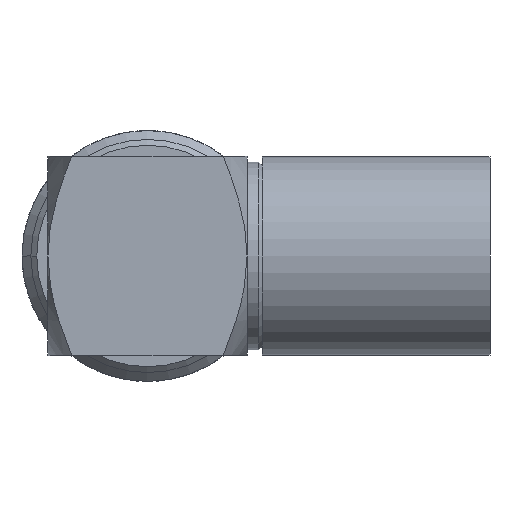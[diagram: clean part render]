
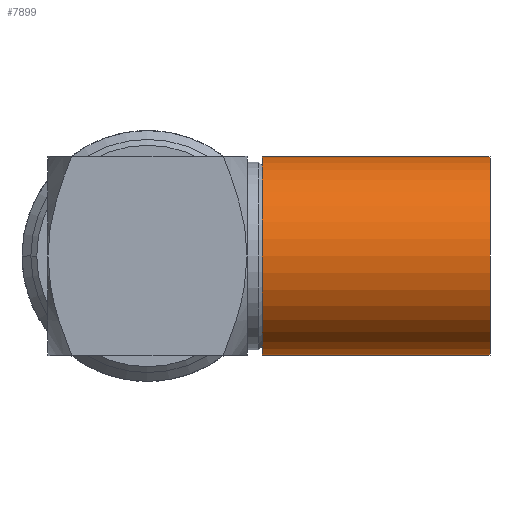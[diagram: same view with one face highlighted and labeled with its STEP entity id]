
A CAD part, front view. The second image highlights one B-rep face of the part: STEP entity #7899.
In plain terms, the highlighted cylindrical face has radius 8.6 mm (diameter 17.2 mm), a partial arc.
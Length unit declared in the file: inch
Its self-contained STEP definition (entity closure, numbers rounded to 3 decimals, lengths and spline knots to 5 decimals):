
#100 = DIRECTION ( 'NONE',  ( -1., 0., 0. ) ) ;
#104 = EDGE_CURVE ( 'NONE', #8796, #927, #3525, .T. ) ;
#927 = VERTEX_POINT ( 'NONE', #9262 ) ;
#1023 = VECTOR ( 'NONE', #5317, 39.37008 ) ;
#1568 = DIRECTION ( 'NONE',  ( -1., 0., 0. ) ) ;
#1974 = CARTESIAN_POINT ( 'NONE',  ( 3.63766, 0.34, 0. ) ) ;
#2341 = CARTESIAN_POINT ( 'NONE',  ( 0.39169, 0.34, 0. ) ) ;
#2745 = CARTESIAN_POINT ( 'NONE',  ( 1.17, 0.34, -0.33858 ) ) ;
#3088 = AXIS2_PLACEMENT_3D ( 'NONE', #1974, #100, #8616 ) ;
#3092 = ORIENTED_EDGE ( 'NONE', *, *, #104, .T. ) ;
#3214 = DIRECTION ( 'NONE',  ( 1., 0., 0. ) ) ;
#3525 = LINE ( 'NONE', #4919, #7096 ) ;
#3746 = CARTESIAN_POINT ( 'NONE',  ( 1.17, 0.34, 0.33858 ) ) ;
#3791 = DIRECTION ( 'NONE',  ( 0., 0., 1. ) ) ;
#4356 = ORIENTED_EDGE ( 'NONE', *, *, #5366, .F. ) ;
#4738 = DIRECTION ( 'NONE',  ( -1., 0., 0. ) ) ;
#4889 = CIRCLE ( 'NONE', #9451, 0.33858 ) ;
#4919 = CARTESIAN_POINT ( 'NONE',  ( 3.63766, 0.34, 0.33858 ) ) ;
#5070 = CARTESIAN_POINT ( 'NONE',  ( 0.39169, 0.34, -0.33858 ) ) ;
#5126 = LINE ( 'NONE', #11889, #1023 ) ;
#5317 = DIRECTION ( 'NONE',  ( -1., 0., 0. ) ) ;
#5366 = EDGE_CURVE ( 'NONE', #6327, #9223, #5126, .T. ) ;
#5718 = EDGE_LOOP ( 'NONE', ( #4356, #9824, #3092, #7273 ) ) ;
#6327 = VERTEX_POINT ( 'NONE', #2745 ) ;
#6623 = AXIS2_PLACEMENT_3D ( 'NONE', #2341, #3214, #8167 ) ;
#6945 = EDGE_CURVE ( 'NONE', #927, #9223, #10390, .T. ) ;
#7096 = VECTOR ( 'NONE', #4738, 39.37008 ) ;
#7273 = ORIENTED_EDGE ( 'NONE', *, *, #6945, .T. ) ;
#7562 = CARTESIAN_POINT ( 'NONE',  ( 1.17, 0.34, 0. ) ) ;
#7738 = CYLINDRICAL_SURFACE ( 'NONE', #3088, 0.33858 ) ;
#7899 = ADVANCED_FACE ( 'NONE', ( #9532 ), #7738, .T. ) ;
#8167 = DIRECTION ( 'NONE',  ( 0., 0., -1. ) ) ;
#8616 = DIRECTION ( 'NONE',  ( 0., 0., 1. ) ) ;
#8796 = VERTEX_POINT ( 'NONE', #3746 ) ;
#9223 = VERTEX_POINT ( 'NONE', #5070 ) ;
#9262 = CARTESIAN_POINT ( 'NONE',  ( 0.39169, 0.34, 0.33858 ) ) ;
#9451 = AXIS2_PLACEMENT_3D ( 'NONE', #7562, #1568, #3791 ) ;
#9532 = FACE_OUTER_BOUND ( 'NONE', #5718, .T. ) ;
#9824 = ORIENTED_EDGE ( 'NONE', *, *, #10118, .T. ) ;
#10118 = EDGE_CURVE ( 'NONE', #6327, #8796, #4889, .T. ) ;
#10390 = CIRCLE ( 'NONE', #6623, 0.33858 ) ;
#11889 = CARTESIAN_POINT ( 'NONE',  ( 3.63766, 0.34, -0.33858 ) ) ;
